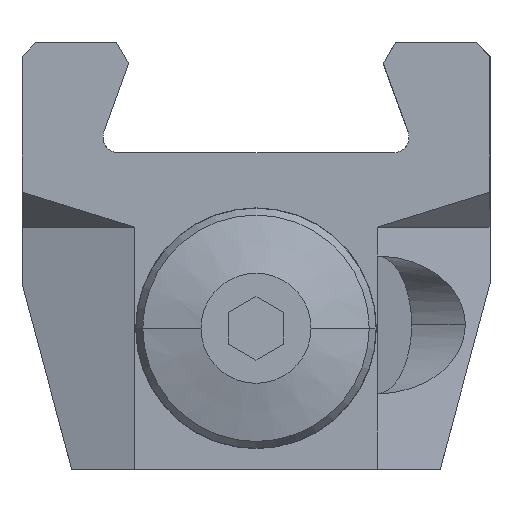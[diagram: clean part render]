
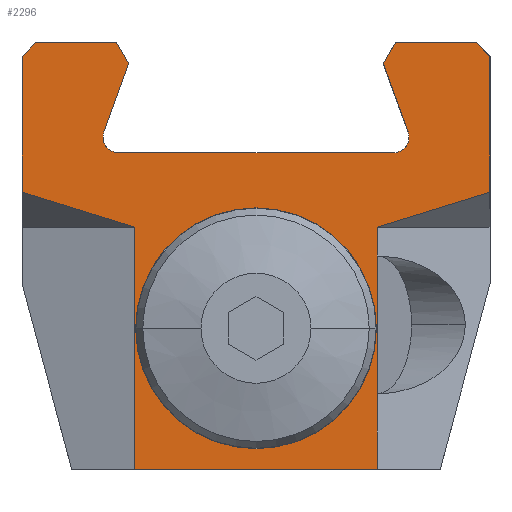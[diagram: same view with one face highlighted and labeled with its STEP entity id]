
A CAD part, left-side view. The second image highlights one B-rep face of the part: STEP entity #2296.
In plain terms, the highlighted planar face has unit normal (-1, 0, 0).
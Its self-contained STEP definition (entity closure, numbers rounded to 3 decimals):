
#894=EDGE_CURVE('NONE',#1682,#1912,#2608,.T.);
#922=VERTEX_POINT('NONE',#2637);
#990=EDGE_CURVE('NONE',#922,#1682,#2712,.T.);
#1070=EDGE_CURVE('NONE',#1186,#2510,#2803,.T.);
#1084=EDGE_CURVE('NONE',#1572,#1328,#2817,.T.);
#1090=VERTEX_POINT('NONE',#2824);
#1186=VERTEX_POINT('NONE',#2928);
#1196=EDGE_CURVE('NONE',#1324,#1090,#2938,.T.);
#1316=EDGE_CURVE('NONE',#1324,#2282,#3067,.T.);
#1324=VERTEX_POINT('NONE',#3075);
#1326=EDGE_CURVE('NONE',#1912,#2480,#3077,.T.);
#1328=VERTEX_POINT('NONE',#3079);
#1360=EDGE_CURVE('NONE',#2368,#1090,#3113,.T.);
#1386=EDGE_CURVE('NONE',#2404,#2368,#3141,.T.);
#1388=EDGE_CURVE('NONE',#2248,#2240,#3143,.T.);
#1452=VERTEX_POINT('NONE',#3218);
#1570=EDGE_CURVE('NONE',#2352,#1968,#3341,.T.);
#1572=VERTEX_POINT('NONE',#3343);
#1680=EDGE_CURVE('NONE',#1968,#1452,#3466,.T.);
#1682=VERTEX_POINT('NONE',#3468);
#1718=EDGE_CURVE('NONE',#1722,#2248,#3509,.T.);
#1722=VERTEX_POINT('NONE',#3513);
#1788=EDGE_CURVE('NONE',#1956,#922,#3584,.T.);
#1836=EDGE_CURVE('NONE',#2376,#1572,#3636,.T.);
#1880=EDGE_CURVE('NONE',#2210,#2376,#3687,.T.);
#1912=VERTEX_POINT('NONE',#3722);
#1916=EDGE_CURVE('NONE',#2072,#2352,#3727,.T.);
#1956=VERTEX_POINT('NONE',#3770);
#1968=VERTEX_POINT('NONE',#3783);
#2008=EDGE_CURVE('NONE',#1452,#2314,#3826,.T.);
#2072=VERTEX_POINT('',#3904);
#2080=EDGE_CURVE('NONE',#1328,#2072,#3912,.T.);
#2100=EDGE_CURVE('NONE',#1722,#1956,#3935,.T.);
#2110=EDGE_CURVE('NONE',#2314,#2404,#3946,.T.);
#2210=VERTEX_POINT('NONE',#4052);
#2240=VERTEX_POINT('NONE',#4086);
#2248=VERTEX_POINT('NONE',#4095);
#2282=VERTEX_POINT('NONE',#4134);
#2296=ADVANCED_FACE('NONE',(#4151,#4152),#4153,.F.);
#2314=VERTEX_POINT('NONE',#4173);
#2316=EDGE_CURVE('NONE',#2240,#2282,#4175,.T.);
#2330=EDGE_CURVE('NONE',#2510,#1186,#4190,.T.);
#2352=VERTEX_POINT('NONE',#4217);
#2368=VERTEX_POINT('NONE',#4234);
#2376=VERTEX_POINT('NONE',#4242);
#2404=VERTEX_POINT('NONE',#4273);
#2468=EDGE_CURVE('NONE',#2480,#2210,#4340,.T.);
#2480=VERTEX_POINT('NONE',#4354);
#2510=VERTEX_POINT('NONE',#4387);
#2608=LINE('',#4492,#4493);
#2637=CARTESIAN_POINT('',(0.0,-34.,-2.0));
#2712=LINE('',#4659,#4660);
#2803=CIRCLE('',#4796,17.5);
#2817=LINE('',#4820,#4821);
#2824=CARTESIAN_POINT('',(0.,17.6,-26.8));
#2928=CARTESIAN_POINT('',(0.0,-17.5,-41.5));
#2938=LINE('',#5003,#5004);
#3067=LINE('',#5225,#5226);
#3075=CARTESIAN_POINT('',(0.,17.6,-62.0));
#3077=LINE('',#5239,#5240);
#3079=CARTESIAN_POINT('',(0.0,19.977,-16.0));
#3113=LINE('',#5295,#5296);
#3141=LINE('',#5338,#5339);
#3143=LINE('',#5342,#5343);
#3218=CARTESIAN_POINT('',(0.0,20.285,0.));
#3341=LINE('',#5682,#5683);
#3343=CARTESIAN_POINT('',(0.0,-19.977,-16.0));
#3466=LINE('',#5851,#5852);
#3468=CARTESIAN_POINT('',(0.0,-32.,0.));
#3509=LINE('',#5912,#5913);
#3513=CARTESIAN_POINT('',(0.,-17.6,-26.8));
#3584=LINE('',#6072,#6073);
#3636=CIRCLE('',#6196,2.25);
#3687=CIRCLE('',#6270,2.25);
#3722=CARTESIAN_POINT('',(0.0,-20.285,0.0));
#3727=CIRCLE('',#6337,2.25);
#3770=CARTESIAN_POINT('',(0.0,-34.,-21.732));
#3783=CARTESIAN_POINT('',(0.0,18.496,-3.1));
#3826=LINE('',#6524,#6525);
#3904=CARTESIAN_POINT('',(0.0,22.227,-13.75));
#3912=CIRCLE('',#6644,2.25);
#3935=LINE('',#6670,#6671);
#3946=LINE('',#6697,#6698);
#4052=CARTESIAN_POINT('',(0.0,-22.092,-12.98));
#4086=CARTESIAN_POINT('',(0.,-17.6,-51.0));
#4095=CARTESIAN_POINT('',(0.0,-17.6,-31.0));
#4134=CARTESIAN_POINT('',(0.,-17.6,-62.0));
#4151=FACE_OUTER_BOUND('',#6994,.T.);
#4152=FACE_BOUND('',#6995,.T.);
#4153=PLANE('',#6996);
#4173=CARTESIAN_POINT('',(0.0,32.,0.));
#4175=LINE('',#7026,#7027);
#4190=CIRCLE('',#7051,17.5);
#4217=CARTESIAN_POINT('',(0.0,22.092,-12.98));
#4234=CARTESIAN_POINT('',(0.,34.,-21.732));
#4242=CARTESIAN_POINT('',(0.0,-22.227,-13.75));
#4273=CARTESIAN_POINT('',(0.0,34.,-2.));
#4340=LINE('',#7305,#7306);
#4354=CARTESIAN_POINT('',(0.0,-18.496,-3.1));
#4387=CARTESIAN_POINT('',(0.0,17.5,-41.5));
#4492=CARTESIAN_POINT('',(0.0,-20.285,0.0));
#4493=VECTOR('',#7467,1000.0);
#4659=CARTESIAN_POINT('',(0.0,-34.,-2.0));
#4660=VECTOR('',#7565,1000.0);
#4796=AXIS2_PLACEMENT_3D('',#7681,#7682,#7683);
#4820=CARTESIAN_POINT('',(0.0,23.191,-16.0));
#4821=VECTOR('',#7691,1000.0);
#5003=CARTESIAN_POINT('',(0.0,17.6,-62.0));
#5004=VECTOR('',#7815,1000.0);
#5225=CARTESIAN_POINT('',(0.0,-26.765,-62.0));
#5226=VECTOR('',#7941,1000.0);
#5239=CARTESIAN_POINT('',(0.0,-18.496,-3.1));
#5240=VECTOR('',#7943,1000.0);
#5295=CARTESIAN_POINT('',(0.0,-39.431,-44.424));
#5296=VECTOR('',#7985,1000.0);
#5338=CARTESIAN_POINT('',(0.0,34.,-35.0));
#5339=VECTOR('',#8016,1000.0);
#5342=CARTESIAN_POINT('',(0.,-17.6,-51.0));
#5343=VECTOR('',#8017,1000.0);
#5682=CARTESIAN_POINT('',(0.0,18.496,-3.1));
#5683=VECTOR('',#8240,1000.0);
#5851=CARTESIAN_POINT('',(0.0,20.285,0.));
#5852=VECTOR('',#8402,1000.0);
#5912=CARTESIAN_POINT('',(0.0,-17.6,-62.0));
#5913=VECTOR('',#8457,1000.0);
#6072=CARTESIAN_POINT('',(0.0,-34.,0.));
#6073=VECTOR('',#8525,1000.0);
#6196=AXIS2_PLACEMENT_3D('',#8582,#8583,#8584);
#6270=AXIS2_PLACEMENT_3D('',#8655,#8656,#8657);
#6337=AXIS2_PLACEMENT_3D('',#8705,#8706,#8707);
#6524=CARTESIAN_POINT('',(0.0,34.,0.));
#6525=VECTOR('',#8791,1000.0);
#6644=AXIS2_PLACEMENT_3D('',#8928,#8929,#8930);
#6670=CARTESIAN_POINT('',(0.0,-22.641,-25.242));
#6671=VECTOR('',#8960,1000.0);
#6697=CARTESIAN_POINT('',(0.0,32.,0.));
#6698=VECTOR('',#8975,1000.0);
#6994=EDGE_LOOP('',(#9186,#9187,#9188,#9189,#9190,#9191,#9192,#9193,#9194,#9195,#9196,#9197,#9198,#9199,#9200,#9201,#9202,#9203,#9204,#9205,#9206,#9207));
#6995=EDGE_LOOP('',(#9208,#9209));
#6996=AXIS2_PLACEMENT_3D('',#9210,#9211,#9212);
#7026=CARTESIAN_POINT('',(0.0,-17.6,-62.0));
#7027=VECTOR('',#9233,1000.0);
#7051=AXIS2_PLACEMENT_3D('',#9251,#9252,#9253);
#7305=CARTESIAN_POINT('',(0.0,-23.191,-16.0));
#7306=VECTOR('',#9387,1000.0);
#7467=DIRECTION('',(0.0,1.0,0.));
#7565=DIRECTION('',(0.0,0.707,0.707));
#7681=CARTESIAN_POINT('',(0.0,0.0,-41.5));
#7682=DIRECTION('',(1.0,0.0,0.0));
#7683=DIRECTION('',(0.0,-1.0,0.0));
#7691=DIRECTION('',(0.0,1.0,0.0));
#7815=DIRECTION('',(0.0,0.0,1.0));
#7941=DIRECTION('',(0.0,-1.0,0.0));
#7943=DIRECTION('',(0.0,0.5,-0.866));
#7985=DIRECTION('',(0.0,-0.955,-0.295));
#8016=DIRECTION('',(0.0,0.0,-1.0));
#8017=DIRECTION('',(0.,0.0,-1.0));
#8240=DIRECTION('',(0.0,-0.342,0.94));
#8402=DIRECTION('',(0.0,0.5,0.866));
#8457=DIRECTION('',(0.0,0.0,-1.0));
#8525=DIRECTION('',(0.0,0.0,1.0));
#8582=CARTESIAN_POINT('',(0.0,-19.977,-13.75));
#8583=DIRECTION('',(1.0,0.0,0.0));
#8584=DIRECTION('',(0.0,-1.0,0.0));
#8655=CARTESIAN_POINT('',(0.0,-19.977,-13.75));
#8656=DIRECTION('',(1.0,0.0,0.0));
#8657=DIRECTION('',(0.0,-1.0,0.0));
#8705=CARTESIAN_POINT('',(0.0,19.977,-13.75));
#8706=DIRECTION('',(1.0,0.0,0.0));
#8707=DIRECTION('',(0.0,-1.0,0.0));
#8791=DIRECTION('',(0.0,1.0,0.));
#8928=CARTESIAN_POINT('',(0.0,19.977,-13.75));
#8929=DIRECTION('',(1.0,0.0,0.0));
#8930=DIRECTION('',(0.0,-1.0,0.0));
#8960=DIRECTION('',(0.0,-0.955,0.295));
#8975=DIRECTION('',(0.0,0.707,-0.707));
#9186=ORIENTED_EDGE('',*,*,#1386,.T.);
#9187=ORIENTED_EDGE('',*,*,#1360,.T.);
#9188=ORIENTED_EDGE('',*,*,#1196,.F.);
#9189=ORIENTED_EDGE('',*,*,#1316,.T.);
#9190=ORIENTED_EDGE('',*,*,#2316,.F.);
#9191=ORIENTED_EDGE('',*,*,#1388,.F.);
#9192=ORIENTED_EDGE('',*,*,#1718,.F.);
#9193=ORIENTED_EDGE('',*,*,#2100,.T.);
#9194=ORIENTED_EDGE('',*,*,#1788,.T.);
#9195=ORIENTED_EDGE('',*,*,#990,.T.);
#9196=ORIENTED_EDGE('',*,*,#894,.T.);
#9197=ORIENTED_EDGE('',*,*,#1326,.T.);
#9198=ORIENTED_EDGE('',*,*,#2468,.T.);
#9199=ORIENTED_EDGE('',*,*,#1880,.T.);
#9200=ORIENTED_EDGE('',*,*,#1836,.T.);
#9201=ORIENTED_EDGE('',*,*,#1084,.T.);
#9202=ORIENTED_EDGE('',*,*,#2080,.T.);
#9203=ORIENTED_EDGE('',*,*,#1916,.T.);
#9204=ORIENTED_EDGE('',*,*,#1570,.T.);
#9205=ORIENTED_EDGE('',*,*,#1680,.T.);
#9206=ORIENTED_EDGE('',*,*,#2008,.T.);
#9207=ORIENTED_EDGE('',*,*,#2110,.T.);
#9208=ORIENTED_EDGE('',*,*,#2330,.T.);
#9209=ORIENTED_EDGE('',*,*,#1070,.T.);
#9210=CARTESIAN_POINT('',(0.0,-34.,-62.0));
#9211=DIRECTION('',(1.0,0.0,-0.0));
#9212=DIRECTION('',(0.0,0.0,1.0));
#9233=DIRECTION('',(0.0,0.0,-1.0));
#9251=CARTESIAN_POINT('',(0.0,0.0,-41.5));
#9252=DIRECTION('',(1.0,0.0,0.0));
#9253=DIRECTION('',(0.0,-1.0,0.0));
#9387=DIRECTION('',(0.0,-0.342,-0.94));
